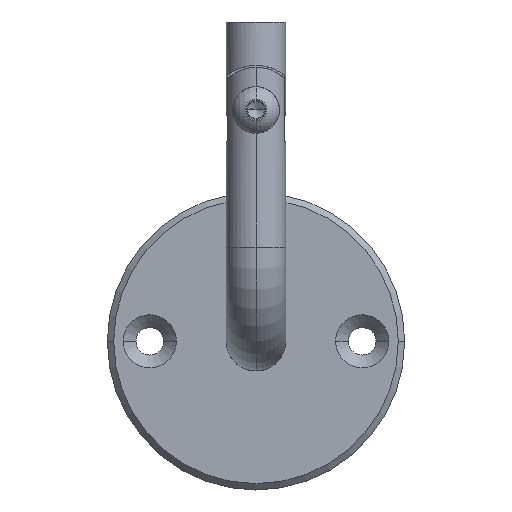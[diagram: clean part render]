
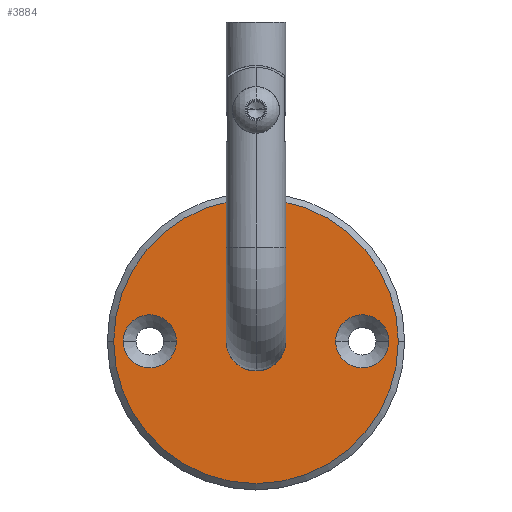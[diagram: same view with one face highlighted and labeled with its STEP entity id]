
A CAD part, top view. The second image highlights one B-rep face of the part: STEP entity #3884.
In plain terms, the highlighted planar face has unit normal (0, 0, 1).
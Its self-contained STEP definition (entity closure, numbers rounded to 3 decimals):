
#358 = AXIS2_PLACEMENT_3D ( 'NONE', #1603, #15291, #8457 ) ;
#448 = CIRCLE ( 'NONE', #4276, 6.25 ) ;
#696 = AXIS2_PLACEMENT_3D ( 'NONE', #17294, #13869, #2037 ) ;
#1045 = CIRCLE ( 'NONE', #18586, 6.25 ) ;
#1603 = CARTESIAN_POINT ( 'NONE',  ( 0., 0., 6. ) ) ;
#1839 = ORIENTED_EDGE ( 'NONE', *, *, #15695, .F. ) ;
#1974 = FACE_BOUND ( 'NONE', #14864, .T. ) ;
#1988 = DIRECTION ( 'NONE',  ( 0., 0., 1. ) ) ;
#2037 = DIRECTION ( 'NONE',  ( 1., 0., 0. ) ) ;
#2438 = AXIS2_PLACEMENT_3D ( 'NONE', #12329, #1988, #5414 ) ;
#2811 = VERTEX_POINT ( 'NONE', #10345 ) ;
#2853 = VERTEX_POINT ( 'NONE', #13855 ) ;
#3472 = DIRECTION ( 'NONE',  ( 1., 0., 0. ) ) ;
#3579 = EDGE_LOOP ( 'NONE', ( #19292, #22186 ) ) ;
#3712 = EDGE_CURVE ( 'NONE', #2811, #6515, #11890, .T. ) ;
#3810 = CIRCLE ( 'NONE', #8485, 4. ) ;
#3884 = ADVANCED_FACE ( 'NONE', ( #6758, #9726, #10811, #1974 ), #8456, .T. ) ;
#4015 = EDGE_CURVE ( 'NONE', #16724, #19970, #3810, .T. ) ;
#4276 = AXIS2_PLACEMENT_3D ( 'NONE', #14922, #16630, #10213 ) ;
#4778 = CARTESIAN_POINT ( 'NONE',  ( -4., 0., 6. ) ) ;
#4803 = CARTESIAN_POINT ( 'NONE',  ( 0., 0., 6. ) ) ;
#4813 = CIRCLE ( 'NONE', #358, 33.5 ) ;
#5063 = DIRECTION ( 'NONE',  ( -1., 0., 0. ) ) ;
#5071 = AXIS2_PLACEMENT_3D ( 'NONE', #16867, #6593, #22143 ) ;
#5414 = DIRECTION ( 'NONE',  ( 1., 0., 0. ) ) ;
#6000 = EDGE_CURVE ( 'NONE', #19970, #16724, #15038, .T. ) ;
#6083 = ORIENTED_EDGE ( 'NONE', *, *, #3712, .F. ) ;
#6515 = VERTEX_POINT ( 'NONE', #17179 ) ;
#6593 = DIRECTION ( 'NONE',  ( 0., 0., 1. ) ) ;
#6758 = FACE_OUTER_BOUND ( 'NONE', #3579, .T. ) ;
#7319 = CARTESIAN_POINT ( 'NONE',  ( 4., 0., 6. ) ) ;
#7382 = EDGE_LOOP ( 'NONE', ( #20491, #6083 ) ) ;
#7949 = CIRCLE ( 'NONE', #696, 6.25 ) ;
#8380 = EDGE_CURVE ( 'NONE', #16034, #10370, #4813, .T. ) ;
#8456 = PLANE ( 'NONE',  #16838 ) ;
#8457 = DIRECTION ( 'NONE',  ( 1., 0., 0. ) ) ;
#8485 = AXIS2_PLACEMENT_3D ( 'NONE', #4803, #16770, #18553 ) ;
#9726 = FACE_BOUND ( 'NONE', #21399, .T. ) ;
#10213 = DIRECTION ( 'NONE',  ( 1., 0., 0. ) ) ;
#10345 = CARTESIAN_POINT ( 'NONE',  ( -31.25, 0., 6. ) ) ;
#10370 = VERTEX_POINT ( 'NONE', #12747 ) ;
#10811 = FACE_BOUND ( 'NONE', #7382, .T. ) ;
#11438 = EDGE_CURVE ( 'NONE', #2853, #19465, #1045, .T. ) ;
#11890 = CIRCLE ( 'NONE', #5071, 6.25 ) ;
#12299 = DIRECTION ( 'NONE',  ( 1., 0., 0. ) ) ;
#12329 = CARTESIAN_POINT ( 'NONE',  ( 0., 0., 6. ) ) ;
#12551 = AXIS2_PLACEMENT_3D ( 'NONE', #17420, #15307, #5063 ) ;
#12747 = CARTESIAN_POINT ( 'NONE',  ( 33.5, 0., 6. ) ) ;
#13650 = DIRECTION ( 'NONE',  ( 0., 0., 1. ) ) ;
#13855 = CARTESIAN_POINT ( 'NONE',  ( 18.75, 0., 6. ) ) ;
#13869 = DIRECTION ( 'NONE',  ( 0., 0., 1. ) ) ;
#13930 = EDGE_CURVE ( 'NONE', #6515, #2811, #448, .T. ) ;
#13939 = CARTESIAN_POINT ( 'NONE',  ( 25., 0., 6. ) ) ;
#14740 = ORIENTED_EDGE ( 'NONE', *, *, #6000, .T. ) ;
#14864 = EDGE_LOOP ( 'NONE', ( #1839, #18241 ) ) ;
#14922 = CARTESIAN_POINT ( 'NONE',  ( -25., 0., 6. ) ) ;
#14958 = CARTESIAN_POINT ( 'NONE',  ( -33.5, 0., 6. ) ) ;
#15038 = CIRCLE ( 'NONE', #12551, 4. ) ;
#15291 = DIRECTION ( 'NONE',  ( 0., 0., 1. ) ) ;
#15307 = DIRECTION ( 'NONE',  ( 0., 0., -1. ) ) ;
#15695 = EDGE_CURVE ( 'NONE', #19465, #2853, #7949, .T. ) ;
#15799 = CARTESIAN_POINT ( 'NONE',  ( 0., 0., 6. ) ) ;
#16034 = VERTEX_POINT ( 'NONE', #14958 ) ;
#16630 = DIRECTION ( 'NONE',  ( 0., 0., 1. ) ) ;
#16724 = VERTEX_POINT ( 'NONE', #7319 ) ;
#16765 = ORIENTED_EDGE ( 'NONE', *, *, #4015, .T. ) ;
#16770 = DIRECTION ( 'NONE',  ( 0., 0., -1. ) ) ;
#16838 = AXIS2_PLACEMENT_3D ( 'NONE', #15799, #13650, #3472 ) ;
#16867 = CARTESIAN_POINT ( 'NONE',  ( -25., 0., 6. ) ) ;
#17179 = CARTESIAN_POINT ( 'NONE',  ( -18.75, 0., 6. ) ) ;
#17294 = CARTESIAN_POINT ( 'NONE',  ( 25., 0., 6. ) ) ;
#17420 = CARTESIAN_POINT ( 'NONE',  ( 0., 0., 6. ) ) ;
#18241 = ORIENTED_EDGE ( 'NONE', *, *, #11438, .F. ) ;
#18272 = EDGE_CURVE ( 'NONE', #10370, #16034, #20195, .T. ) ;
#18553 = DIRECTION ( 'NONE',  ( -1., 0., 0. ) ) ;
#18586 = AXIS2_PLACEMENT_3D ( 'NONE', #13939, #19286, #12299 ) ;
#19286 = DIRECTION ( 'NONE',  ( 0., 0., 1. ) ) ;
#19292 = ORIENTED_EDGE ( 'NONE', *, *, #8380, .T. ) ;
#19465 = VERTEX_POINT ( 'NONE', #20180 ) ;
#19970 = VERTEX_POINT ( 'NONE', #4778 ) ;
#20180 = CARTESIAN_POINT ( 'NONE',  ( 31.25, 0., 6. ) ) ;
#20195 = CIRCLE ( 'NONE', #2438, 33.5 ) ;
#20491 = ORIENTED_EDGE ( 'NONE', *, *, #13930, .F. ) ;
#21399 = EDGE_LOOP ( 'NONE', ( #14740, #16765 ) ) ;
#22143 = DIRECTION ( 'NONE',  ( 1., 0., 0. ) ) ;
#22186 = ORIENTED_EDGE ( 'NONE', *, *, #18272, .T. ) ;
